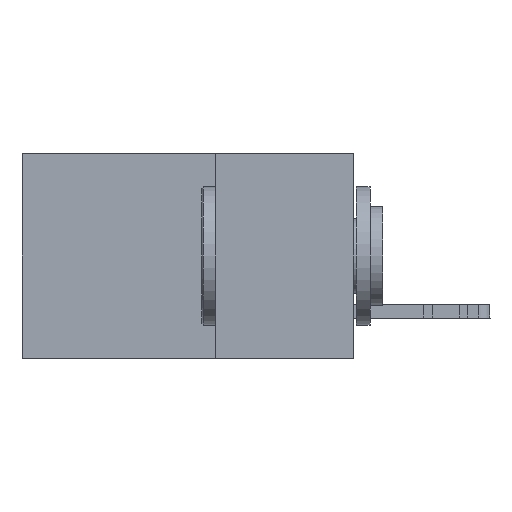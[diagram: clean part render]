
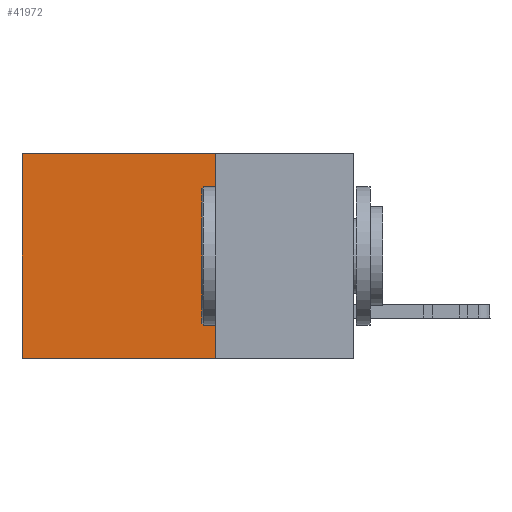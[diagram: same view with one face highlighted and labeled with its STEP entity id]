
A CAD part, left-side view. The second image highlights one B-rep face of the part: STEP entity #41972.
In plain terms, the highlighted planar face has unit normal (-1, 0, 0).
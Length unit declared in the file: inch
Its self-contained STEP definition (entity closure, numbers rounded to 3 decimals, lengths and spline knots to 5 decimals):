
#59 = CARTESIAN_POINT ( 'NONE',  ( 0.2875, 0.25, -0.37 ) ) ;
#2399 = ORIENTED_EDGE ( 'NONE', *, *, #2974, .F. ) ;
#2974 = EDGE_CURVE ( 'NONE', #39480, #19180, #9170, .T. ) ;
#3416 = LINE ( 'NONE', #23073, #6059 ) ;
#3623 = CARTESIAN_POINT ( 'NONE',  ( 0.2875, 0.25, -0.37 ) ) ;
#4140 = LINE ( 'NONE', #35262, #37666 ) ;
#4203 = CARTESIAN_POINT ( 'NONE',  ( 0.2875, 0.6, 0. ) ) ;
#6059 = VECTOR ( 'NONE', #29517, 39.37008 ) ;
#6281 = ORIENTED_EDGE ( 'NONE', *, *, #32866, .F. ) ;
#8873 = CARTESIAN_POINT ( 'NONE',  ( 0.2875, 0.25, 0. ) ) ;
#9170 = LINE ( 'NONE', #59, #41084 ) ;
#9352 = EDGE_CURVE ( 'NONE', #31306, #19180, #3416, .T. ) ;
#13047 = FACE_OUTER_BOUND ( 'NONE', #28181, .T. ) ;
#13800 = CARTESIAN_POINT ( 'NONE',  ( 0.2875, 0.6, -0.37 ) ) ;
#14164 = ORIENTED_EDGE ( 'NONE', *, *, #9352, .T. ) ;
#17479 = LINE ( 'NONE', #8873, #33467 ) ;
#19180 = VERTEX_POINT ( 'NONE', #13800 ) ;
#23073 = CARTESIAN_POINT ( 'NONE',  ( 0.2875, 0.6, 0. ) ) ;
#26396 = PLANE ( 'NONE',  #36242 ) ;
#28181 = EDGE_LOOP ( 'NONE', ( #14164, #2399, #6281, #31579 ) ) ;
#29517 = DIRECTION ( 'NONE',  ( 0., 0., -1. ) ) ;
#29808 = CARTESIAN_POINT ( 'NONE',  ( 0.2875, 0.25, 0. ) ) ;
#31306 = VERTEX_POINT ( 'NONE', #4203 ) ;
#31579 = ORIENTED_EDGE ( 'NONE', *, *, #33909, .T. ) ;
#32081 = VERTEX_POINT ( 'NONE', #36894 ) ;
#32364 = DIRECTION ( 'NONE',  ( 0., 1., 0. ) ) ;
#32866 = EDGE_CURVE ( 'NONE', #32081, #39480, #4140, .T. ) ;
#33467 = VECTOR ( 'NONE', #32364, 39.37008 ) ;
#33909 = EDGE_CURVE ( 'NONE', #32081, #31306, #17479, .T. ) ;
#35262 = CARTESIAN_POINT ( 'NONE',  ( 0.2875, 0.25, 0. ) ) ;
#36242 = AXIS2_PLACEMENT_3D ( 'NONE', #29808, #36614, #39592 ) ;
#36614 = DIRECTION ( 'NONE',  ( 1., 0., 0. ) ) ;
#36894 = CARTESIAN_POINT ( 'NONE',  ( 0.2875, 0.25, 0. ) ) ;
#37666 = VECTOR ( 'NONE', #41689, 39.37008 ) ;
#38938 = DIRECTION ( 'NONE',  ( 0., 1., 0. ) ) ;
#39480 = VERTEX_POINT ( 'NONE', #3623 ) ;
#39592 = DIRECTION ( 'NONE',  ( 0., 0., -1. ) ) ;
#41084 = VECTOR ( 'NONE', #38938, 39.37008 ) ;
#41689 = DIRECTION ( 'NONE',  ( 0., 0., -1. ) ) ;
#41972 = ADVANCED_FACE ( 'NONE', ( #13047 ), #26396, .F. ) ;
